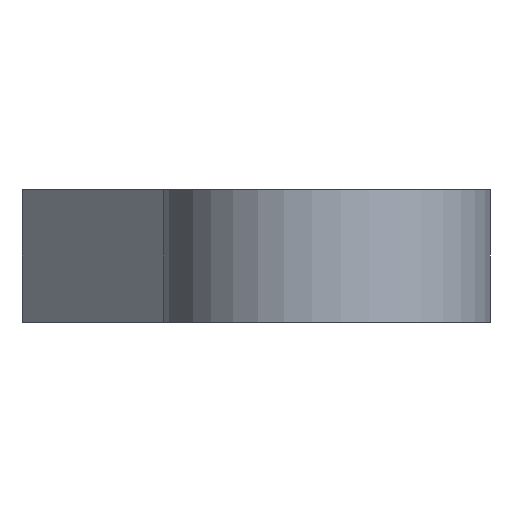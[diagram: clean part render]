
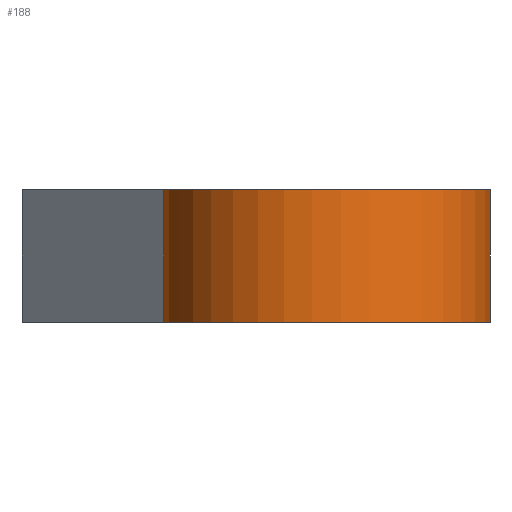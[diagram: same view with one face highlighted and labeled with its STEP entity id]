
A CAD part, left-side view. The second image highlights one B-rep face of the part: STEP entity #188.
In plain terms, the highlighted cylindrical face has radius 7.4 mm (diameter 14.8 mm), a partial arc.
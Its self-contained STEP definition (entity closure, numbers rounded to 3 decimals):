
#22=CIRCLE('',#207,7.4);
#23=CIRCLE('',#208,7.4);
#27=CYLINDRICAL_SURFACE('',#206,7.4);
#35=FACE_OUTER_BOUND('',#45,.T.);
#45=EDGE_LOOP('',(#150,#151,#152,#153));
#59=LINE('',#295,#75);
#65=LINE('',#310,#81);
#75=VECTOR('',#240,10.);
#81=VECTOR('',#254,10.);
#90=VERTEX_POINT('',#291);
#92=VERTEX_POINT('',#294);
#96=VERTEX_POINT('',#306);
#97=VERTEX_POINT('',#308);
#111=EDGE_CURVE('',#90,#92,#59,.T.);
#119=EDGE_CURVE('',#96,#97,#65,.T.);
#120=EDGE_CURVE('',#96,#90,#22,.T.);
#121=EDGE_CURVE('',#92,#97,#23,.T.);
#150=ORIENTED_EDGE('',*,*,#120,.F.);
#151=ORIENTED_EDGE('',*,*,#119,.T.);
#152=ORIENTED_EDGE('',*,*,#121,.F.);
#153=ORIENTED_EDGE('',*,*,#111,.F.);
#188=ADVANCED_FACE('',(#35),#27,.T.);
#206=AXIS2_PLACEMENT_3D('',#311,#255,#256);
#207=AXIS2_PLACEMENT_3D('',#312,#257,#258);
#208=AXIS2_PLACEMENT_3D('',#313,#259,#260);
#240=DIRECTION('',(0.,0.,-1.));
#254=DIRECTION('',(0.,0.,-1.));
#255=DIRECTION('center_axis',(0.,0.,-1.));
#256=DIRECTION('ref_axis',(-0.086,0.996,0.));
#257=DIRECTION('center_axis',(0.,0.,1.));
#258=DIRECTION('ref_axis',(-0.086,0.996,0.));
#259=DIRECTION('center_axis',(0.,0.,-1.));
#260=DIRECTION('ref_axis',(-0.086,0.996,0.));
#291=CARTESIAN_POINT('',(-73.741,-13.787,0.));
#294=CARTESIAN_POINT('',(-73.741,-13.787,-6.));
#295=CARTESIAN_POINT('',(-73.741,-13.787,0.));
#306=CARTESIAN_POINT('',(-75.012,0.958,0.));
#308=CARTESIAN_POINT('',(-75.012,0.958,-6.));
#310=CARTESIAN_POINT('',(-75.012,0.958,0.));
#311=CARTESIAN_POINT('Origin',(-74.377,-6.415,0.));
#312=CARTESIAN_POINT('Origin',(-74.377,-6.415,0.));
#313=CARTESIAN_POINT('Origin',(-74.377,-6.415,-6.));
